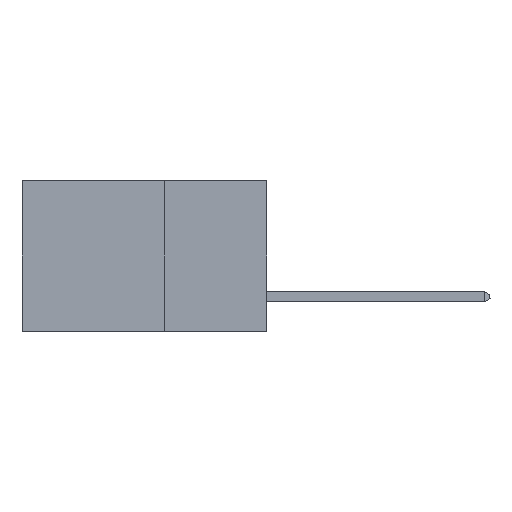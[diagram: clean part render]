
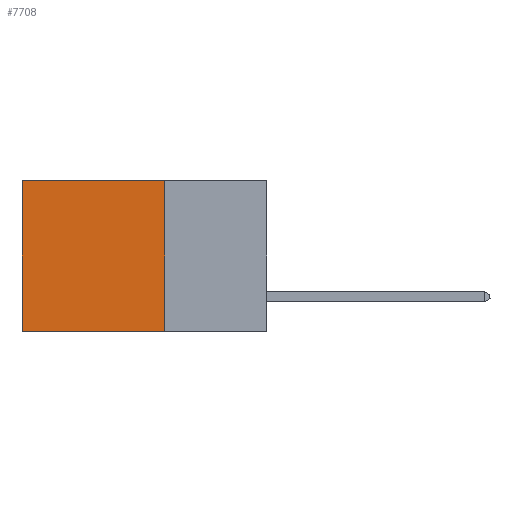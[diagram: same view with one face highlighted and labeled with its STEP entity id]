
A CAD part, left-side view. The second image highlights one B-rep face of the part: STEP entity #7708.
In plain terms, the highlighted planar face has unit normal (-1, 0, 0).
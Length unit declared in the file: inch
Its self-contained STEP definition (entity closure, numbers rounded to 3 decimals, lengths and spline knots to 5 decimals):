
#307 = DIRECTION ( 'NONE',  ( 0., 0., -1. ) ) ;
#533 = CARTESIAN_POINT ( 'NONE',  ( 0.2875, 0.25, -0.37 ) ) ;
#1676 = VECTOR ( 'NONE', #11106, 39.37008 ) ;
#1999 = VERTEX_POINT ( 'NONE', #9868 ) ;
#2164 = VERTEX_POINT ( 'NONE', #8845 ) ;
#2391 = ORIENTED_EDGE ( 'NONE', *, *, #7415, .T. ) ;
#2509 = DIRECTION ( 'NONE',  ( 0., 0., -1. ) ) ;
#2687 = EDGE_CURVE ( 'NONE', #1999, #12264, #7241, .T. ) ;
#2721 = VECTOR ( 'NONE', #11748, 39.37008 ) ;
#3223 = VECTOR ( 'NONE', #307, 39.37008 ) ;
#3933 = CARTESIAN_POINT ( 'NONE',  ( 0.2875, 0.25, 0. ) ) ;
#4037 = LINE ( 'NONE', #8067, #3223 ) ;
#4606 = CARTESIAN_POINT ( 'NONE',  ( 0.2875, 0.25, -0.37 ) ) ;
#4864 = CARTESIAN_POINT ( 'NONE',  ( 0.2875, 0.6, -0.37 ) ) ;
#5278 = VECTOR ( 'NONE', #11280, 39.37008 ) ;
#5551 = LINE ( 'NONE', #4606, #1676 ) ;
#6219 = ORIENTED_EDGE ( 'NONE', *, *, #13926, .F. ) ;
#7241 = LINE ( 'NONE', #3933, #2721 ) ;
#7415 = EDGE_CURVE ( 'NONE', #2164, #15542, #4037, .T. ) ;
#7708 = ADVANCED_FACE ( 'NONE', ( #12120 ), #15379, .F. ) ;
#8067 = CARTESIAN_POINT ( 'NONE',  ( 0.2875, 0.6, 0. ) ) ;
#8845 = CARTESIAN_POINT ( 'NONE',  ( 0.2875, 0.6, 0. ) ) ;
#8933 = DIRECTION ( 'NONE',  ( 1., 0., 0. ) ) ;
#9868 = CARTESIAN_POINT ( 'NONE',  ( 0.2875, 0.25, 0. ) ) ;
#11106 = DIRECTION ( 'NONE',  ( 0., 1., 0. ) ) ;
#11280 = DIRECTION ( 'NONE',  ( 0., 1., 0. ) ) ;
#11748 = DIRECTION ( 'NONE',  ( 0., 0., -1. ) ) ;
#12064 = ORIENTED_EDGE ( 'NONE', *, *, #2687, .F. ) ;
#12120 = FACE_OUTER_BOUND ( 'NONE', #14897, .T. ) ;
#12264 = VERTEX_POINT ( 'NONE', #533 ) ;
#13388 = ORIENTED_EDGE ( 'NONE', *, *, #16290, .T. ) ;
#13926 = EDGE_CURVE ( 'NONE', #12264, #15542, #5551, .T. ) ;
#14031 = CARTESIAN_POINT ( 'NONE',  ( 0.2875, 0.25, 0. ) ) ;
#14757 = LINE ( 'NONE', #15052, #5278 ) ;
#14897 = EDGE_LOOP ( 'NONE', ( #2391, #6219, #12064, #13388 ) ) ;
#15052 = CARTESIAN_POINT ( 'NONE',  ( 0.2875, 0.25, 0. ) ) ;
#15379 = PLANE ( 'NONE',  #16495 ) ;
#15542 = VERTEX_POINT ( 'NONE', #4864 ) ;
#16290 = EDGE_CURVE ( 'NONE', #1999, #2164, #14757, .T. ) ;
#16495 = AXIS2_PLACEMENT_3D ( 'NONE', #14031, #8933, #2509 ) ;
